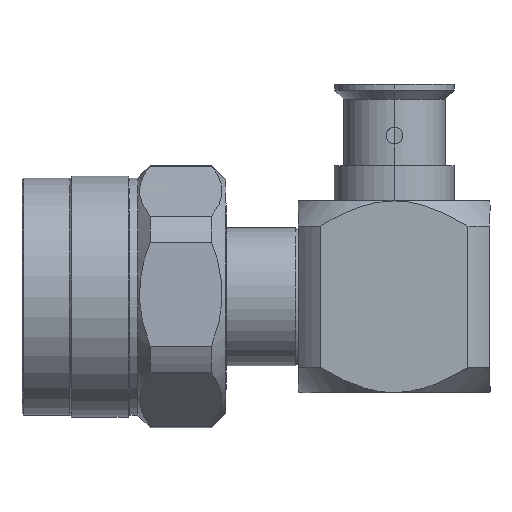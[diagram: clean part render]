
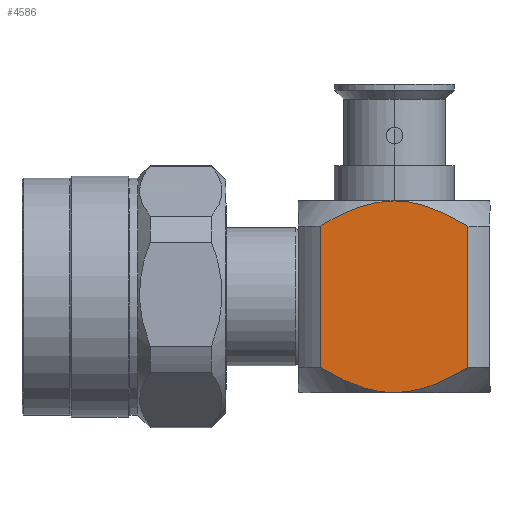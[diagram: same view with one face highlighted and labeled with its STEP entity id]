
A CAD part, left-side view. The second image highlights one B-rep face of the part: STEP entity #4586.
In plain terms, the highlighted planar face has unit normal (-1, 0, 0).
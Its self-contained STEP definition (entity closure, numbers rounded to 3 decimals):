
#69 = VERTEX_POINT ( 'NONE', #4645 ) ;
#130 = CARTESIAN_POINT ( 'NONE',  ( -8., -27.311, -7.181 ) ) ;
#342 = CARTESIAN_POINT ( 'NONE',  ( -8., -31.05, 8. ) ) ;
#398 = EDGE_CURVE ( 'NONE', #451, #69, #1246, .T. ) ;
#451 = VERTEX_POINT ( 'NONE', #1127 ) ;
#553 = CARTESIAN_POINT ( 'NONE',  ( -8., -35.282, -6.957 ) ) ;
#577 = CARTESIAN_POINT ( 'NONE',  ( -8., -25.359, -6.186 ) ) ;
#591 = DIRECTION ( 'NONE',  ( 1., 0., 0. ) ) ;
#648 = EDGE_CURVE ( 'NONE', #5199, #4041, #4093, .T. ) ;
#703 = VERTEX_POINT ( 'NONE', #3211 ) ;
#718 = CARTESIAN_POINT ( 'NONE',  ( -8., -24.889, 5.899 ) ) ;
#956 = CARTESIAN_POINT ( 'NONE',  ( -8., -31.606, -7.985 ) ) ;
#978 = CARTESIAN_POINT ( 'NONE',  ( -8., -36.744, -6.184 ) ) ;
#983 = B_SPLINE_CURVE_WITH_KNOTS ( 'NONE', 3,
 ( #3089, #3920, #2774, #4782, #1139, #4000, #1510, #5185, #2323, #3158, #1969, #342 ),
 .UNSPECIFIED., .F., .F.,
 ( 4, 2, 2, 2, 2, 4 ),
 ( 0.008, 0.01, 0.011, 0.013, 0.014, 0.015 ),
 .UNSPECIFIED. ) ;
#1001 = CARTESIAN_POINT ( 'NONE',  ( -8., -29.955, -7.943 ) ) ;
#1010 = CARTESIAN_POINT ( 'NONE',  ( -8., -37.211, -14. ) ) ;
#1084 = ORIENTED_EDGE ( 'NONE', *, *, #3187, .T. ) ;
#1127 = CARTESIAN_POINT ( 'NONE',  ( -8., -24.889, -5.899 ) ) ;
#1139 = CARTESIAN_POINT ( 'NONE',  ( -8., -34.78, 7.184 ) ) ;
#1157 = CARTESIAN_POINT ( 'NONE',  ( -8., -37.211, 5.899 ) ) ;
#1246 = B_SPLINE_CURVE_WITH_KNOTS ( 'NONE', 3,
 ( #3026, #577, #2217, #1331, #130, #3418, #2622, #1001, #4198, #4605 ),
 .UNSPECIFIED., .F., .F.,
 ( 4, 2, 2, 2, 4 ),
 ( 0.024, 0.026, 0.027, 0.029, 0.03 ),
 .UNSPECIFIED. ) ;
#1331 = CARTESIAN_POINT ( 'NONE',  ( -8., -26.812, -6.955 ) ) ;
#1381 = CARTESIAN_POINT ( 'NONE',  ( -8., -37.211, -5.899 ) ) ;
#1396 = CARTESIAN_POINT ( 'NONE',  ( -8., -32.43, -7.886 ) ) ;
#1510 = CARTESIAN_POINT ( 'NONE',  ( -8., -33.234, 7.723 ) ) ;
#1530 = CARTESIAN_POINT ( 'NONE',  ( -8., -28.341, 7.567 ) ) ;
#1571 = EDGE_CURVE ( 'NONE', #4041, #451, #4798, .T. ) ;
#1610 = ORIENTED_EDGE ( 'NONE', *, *, #648, .T. ) ;
#1775 = CARTESIAN_POINT ( 'NONE',  ( -8., -33.234, -7.723 ) ) ;
#1943 = FACE_OUTER_BOUND ( 'NONE', #2520, .T. ) ;
#1953 = CARTESIAN_POINT ( 'NONE',  ( -8., -30.499, 8. ) ) ;
#1969 = CARTESIAN_POINT ( 'NONE',  ( -8., -31.326, 8. ) ) ;
#1986 = CARTESIAN_POINT ( 'NONE',  ( -8., -26.812, 6.955 ) ) ;
#2178 = CARTESIAN_POINT ( 'NONE',  ( -8., -34.78, -7.184 ) ) ;
#2217 = CARTESIAN_POINT ( 'NONE',  ( -8., -25.836, -6.457 ) ) ;
#2323 = CARTESIAN_POINT ( 'NONE',  ( -8., -32.158, 7.928 ) ) ;
#2376 = VECTOR ( 'NONE', #2593, 1000. ) ;
#2446 = CARTESIAN_POINT ( 'NONE',  ( -8., -24.889, 5.899 ) ) ;
#2520 = EDGE_LOOP ( 'NONE', ( #3464, #3623, #1084, #4663, #2824, #1610 ) ) ;
#2593 = DIRECTION ( 'NONE',  ( 0., 0., 1. ) ) ;
#2622 = CARTESIAN_POINT ( 'NONE',  ( -8., -28.877, -7.726 ) ) ;
#2687 = CARTESIAN_POINT ( 'NONE',  ( -8., -31.05, 8. ) ) ;
#2774 = CARTESIAN_POINT ( 'NONE',  ( -8., -36.267, 6.456 ) ) ;
#2779 = CARTESIAN_POINT ( 'NONE',  ( -8., -28.877, 7.726 ) ) ;
#2824 = ORIENTED_EDGE ( 'NONE', *, *, #4620, .T. ) ;
#2848 = B_SPLINE_CURVE_WITH_KNOTS ( 'NONE', 3,
 ( #4678, #4623, #956, #3009, #1396, #1775, #4636, #2178, #553, #3400, #978, #1381 ),
 .UNSPECIFIED., .F., .F.,
 ( 4, 2, 2, 2, 2, 4 ),
 ( 0.03, 0.031, 0.032, 0.034, 0.035, 0.037 ),
 .UNSPECIFIED. ) ;
#3009 = CARTESIAN_POINT ( 'NONE',  ( -8., -32.158, -7.928 ) ) ;
#3026 = CARTESIAN_POINT ( 'NONE',  ( -8., -24.889, -5.899 ) ) ;
#3089 = CARTESIAN_POINT ( 'NONE',  ( -8., -37.211, 5.899 ) ) ;
#3108 = CARTESIAN_POINT ( 'NONE',  ( -8., -31.05, 8. ) ) ;
#3149 = CARTESIAN_POINT ( 'NONE',  ( -8., -25.836, 6.457 ) ) ;
#3158 = CARTESIAN_POINT ( 'NONE',  ( -8., -31.606, 7.985 ) ) ;
#3187 = EDGE_CURVE ( 'NONE', #69, #703, #2848, .T. ) ;
#3211 = CARTESIAN_POINT ( 'NONE',  ( -8., -37.211, -5.899 ) ) ;
#3220 = AXIS2_PLACEMENT_3D ( 'NONE', #5086, #591, #3458 ) ;
#3247 = LINE ( 'NONE', #1010, #2376 ) ;
#3400 = CARTESIAN_POINT ( 'NONE',  ( -8., -36.267, -6.456 ) ) ;
#3418 = CARTESIAN_POINT ( 'NONE',  ( -8., -28.341, -7.567 ) ) ;
#3458 = DIRECTION ( 'NONE',  ( 0., 0., -1. ) ) ;
#3464 = ORIENTED_EDGE ( 'NONE', *, *, #1571, .T. ) ;
#3521 = CARTESIAN_POINT ( 'NONE',  ( -8., -25.359, 6.186 ) ) ;
#3594 = CARTESIAN_POINT ( 'NONE',  ( -8., -27.311, 7.181 ) ) ;
#3623 = ORIENTED_EDGE ( 'NONE', *, *, #398, .T. ) ;
#3679 = EDGE_CURVE ( 'NONE', #703, #4986, #3247, .T. ) ;
#3863 = PLANE ( 'NONE',  #3220 ) ;
#3920 = CARTESIAN_POINT ( 'NONE',  ( -8., -36.744, 6.184 ) ) ;
#4000 = CARTESIAN_POINT ( 'NONE',  ( -8., -33.757, 7.567 ) ) ;
#4024 = CARTESIAN_POINT ( 'NONE',  ( -8., -29.955, 7.943 ) ) ;
#4041 = VERTEX_POINT ( 'NONE', #2446 ) ;
#4093 = B_SPLINE_CURVE_WITH_KNOTS ( 'NONE', 3,
 ( #3108, #1953, #4024, #2779, #1530, #3594, #1986, #3149, #3521, #718 ),
 .UNSPECIFIED., .F., .F.,
 ( 4, 2, 2, 2, 4 ),
 ( 0.015, 0.016, 0.018, 0.02, 0.021 ),
 .UNSPECIFIED. ) ;
#4198 = CARTESIAN_POINT ( 'NONE',  ( -8., -30.499, -8. ) ) ;
#4586 = ADVANCED_FACE ( 'NONE', ( #1943 ), #3863, .F. ) ;
#4605 = CARTESIAN_POINT ( 'NONE',  ( -8., -31.05, -8. ) ) ;
#4620 = EDGE_CURVE ( 'NONE', #4986, #5199, #983, .T. ) ;
#4623 = CARTESIAN_POINT ( 'NONE',  ( -8., -31.326, -8. ) ) ;
#4636 = CARTESIAN_POINT ( 'NONE',  ( -8., -33.757, -7.567 ) ) ;
#4645 = CARTESIAN_POINT ( 'NONE',  ( -8., -31.05, -8. ) ) ;
#4663 = ORIENTED_EDGE ( 'NONE', *, *, #3679, .T. ) ;
#4667 = CARTESIAN_POINT ( 'NONE',  ( -8., -24.889, -14. ) ) ;
#4678 = CARTESIAN_POINT ( 'NONE',  ( -8., -31.05, -8. ) ) ;
#4782 = CARTESIAN_POINT ( 'NONE',  ( -8., -35.282, 6.957 ) ) ;
#4798 = LINE ( 'NONE', #4667, #5029 ) ;
#4986 = VERTEX_POINT ( 'NONE', #1157 ) ;
#5029 = VECTOR ( 'NONE', #5064, 1000. ) ;
#5064 = DIRECTION ( 'NONE',  ( 0., 0., -1. ) ) ;
#5086 = CARTESIAN_POINT ( 'NONE',  ( -8., -39.05, -8. ) ) ;
#5185 = CARTESIAN_POINT ( 'NONE',  ( -8., -32.43, 7.886 ) ) ;
#5199 = VERTEX_POINT ( 'NONE', #2687 ) ;
